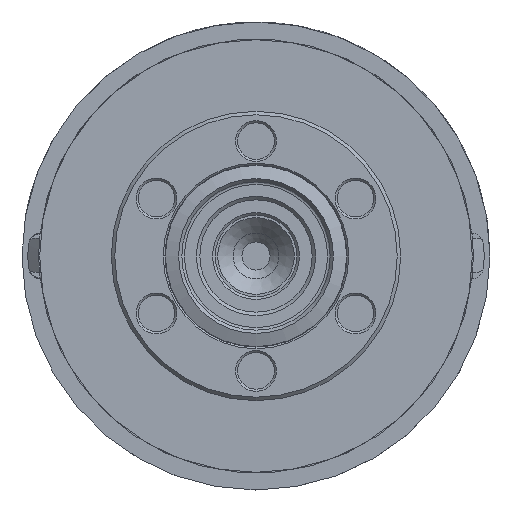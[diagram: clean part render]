
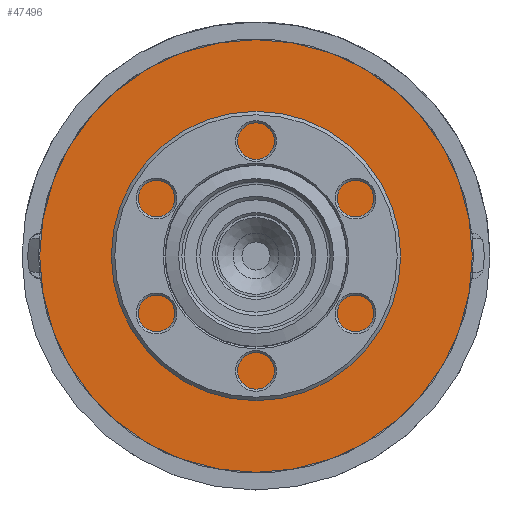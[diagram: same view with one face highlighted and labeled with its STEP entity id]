
A CAD part, front view. The second image highlights one B-rep face of the part: STEP entity #47496.
In plain terms, the highlighted planar face has unit normal (0, -1, 0).
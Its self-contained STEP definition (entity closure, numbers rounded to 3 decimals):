
#47469=CARTESIAN_POINT('',(0.,-1.,15.913));
#47470=DIRECTION('',(0.0,-1.0,0.0));
#47471=DIRECTION('',(-1.0,0.0,0.0));
#47472=AXIS2_PLACEMENT_3D('',#47469,#47470,#47471);
#47473=PLANE('',#47472);
#47474=CARTESIAN_POINT('',(0.,-1.,25.425));
#47475=VERTEX_POINT('',#47474);
#47476=CARTESIAN_POINT('',(0.,-1.,0.));
#47477=DIRECTION('',(0.0,1.0,0.0));
#47478=DIRECTION('',(0.0,0.0,1.0));
#47479=AXIS2_PLACEMENT_3D('',#47476,#47477,#47478);
#47480=CIRCLE('',#47479,25.425);
#47481=EDGE_CURVE('',#47475,#47475,#47480,.T.);
#47482=ORIENTED_EDGE('',*,*,#47481,.F.);
#47483=EDGE_LOOP('',(#47482));
#47484=FACE_OUTER_BOUND('',#47483,.T.);
#47485=CARTESIAN_POINT('',(0.,-1.,6.4));
#47486=VERTEX_POINT('',#47485);
#47487=CARTESIAN_POINT('',(0.,-1.,0.));
#47488=DIRECTION('',(0.0,1.0,0.0));
#47489=DIRECTION('',(0.0,0.0,1.0));
#47490=AXIS2_PLACEMENT_3D('',#47487,#47488,#47489);
#47491=CIRCLE('',#47490,6.4);
#47492=EDGE_CURVE('',#47486,#47486,#47491,.T.);
#47493=ORIENTED_EDGE('',*,*,#47492,.T.);
#47494=EDGE_LOOP('',(#47493));
#47495=FACE_BOUND('',#47494,.T.);
#47496=ADVANCED_FACE('',(#47484,#47495),#47473,.T.);
